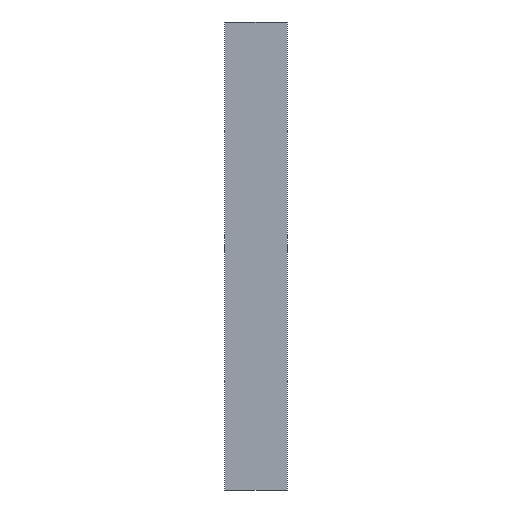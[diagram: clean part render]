
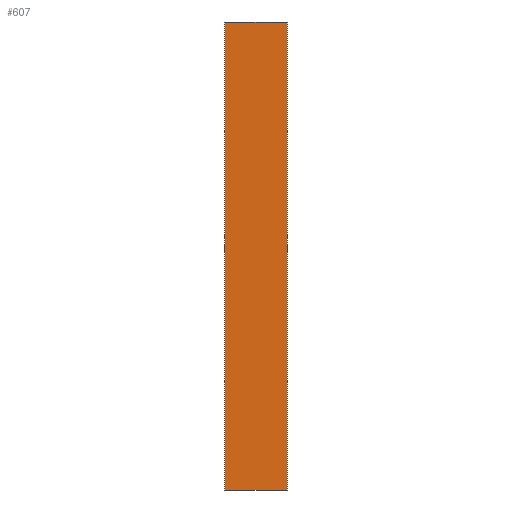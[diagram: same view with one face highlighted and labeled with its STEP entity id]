
A CAD part, front view. The second image highlights one B-rep face of the part: STEP entity #607.
In plain terms, the highlighted planar face has unit normal (0, -1, 0).
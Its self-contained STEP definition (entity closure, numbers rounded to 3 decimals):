
#9 = CARTESIAN_POINT ( 'NONE',  ( 201.25, -1.25, -1500. ) ) ;
#50 = VERTEX_POINT ( 'NONE', #781 ) ;
#69 = VERTEX_POINT ( 'NONE', #886 ) ;
#87 = CARTESIAN_POINT ( 'NONE',  ( 198.75, -1.25, 1500. ) ) ;
#130 = CARTESIAN_POINT ( 'NONE',  ( 198.75, -1.25, 1500. ) ) ;
#135 = LINE ( 'NONE', #9, #279 ) ;
#140 = DIRECTION ( 'NONE',  ( 0., 0., -1. ) ) ;
#167 = ORIENTED_EDGE ( 'NONE', *, *, #772, .T. ) ;
#195 = ORIENTED_EDGE ( 'NONE', *, *, #417, .T. ) ;
#222 = CARTESIAN_POINT ( 'NONE',  ( -198.75, -1.25, 1500. ) ) ;
#279 = VECTOR ( 'NONE', #527, 1000. ) ;
#302 = LINE ( 'NONE', #130, #304 ) ;
#304 = VECTOR ( 'NONE', #140, 1000. ) ;
#326 = DIRECTION ( 'NONE',  ( 0., 0., -1. ) ) ;
#329 = DIRECTION ( 'NONE',  ( 0., -1., 0. ) ) ;
#353 = EDGE_CURVE ( 'NONE', #669, #69, #302, .T. ) ;
#356 = CARTESIAN_POINT ( 'NONE',  ( 201.25, -1.25, 1500. ) ) ;
#371 = CARTESIAN_POINT ( 'NONE',  ( 201.25, -1.25, 1500. ) ) ;
#389 = EDGE_CURVE ( 'NONE', #69, #50, #135, .T. ) ;
#401 = PLANE ( 'NONE',  #578 ) ;
#404 = EDGE_LOOP ( 'NONE', ( #602, #479, #167, #195 ) ) ;
#417 = EDGE_CURVE ( 'NONE', #702, #50, #545, .T. ) ;
#479 = ORIENTED_EDGE ( 'NONE', *, *, #353, .F. ) ;
#527 = DIRECTION ( 'NONE',  ( -1., 0., 0. ) ) ;
#540 = VECTOR ( 'NONE', #900, 1000. ) ;
#545 = LINE ( 'NONE', #788, #627 ) ;
#578 = AXIS2_PLACEMENT_3D ( 'NONE', #356, #329, #326 ) ;
#602 = ORIENTED_EDGE ( 'NONE', *, *, #389, .F. ) ;
#607 = ADVANCED_FACE ( 'NONE', ( #700 ), #401, .T. ) ;
#627 = VECTOR ( 'NONE', #715, 1000. ) ;
#669 = VERTEX_POINT ( 'NONE', #87 ) ;
#700 = FACE_OUTER_BOUND ( 'NONE', #404, .T. ) ;
#702 = VERTEX_POINT ( 'NONE', #222 ) ;
#715 = DIRECTION ( 'NONE',  ( 0., 0., -1. ) ) ;
#772 = EDGE_CURVE ( 'NONE', #669, #702, #873, .T. ) ;
#781 = CARTESIAN_POINT ( 'NONE',  ( -198.75, -1.25, -1500. ) ) ;
#788 = CARTESIAN_POINT ( 'NONE',  ( -198.75, -1.25, 1500. ) ) ;
#873 = LINE ( 'NONE', #371, #540 ) ;
#886 = CARTESIAN_POINT ( 'NONE',  ( 198.75, -1.25, -1500. ) ) ;
#900 = DIRECTION ( 'NONE',  ( -1., 0., 0. ) ) ;
